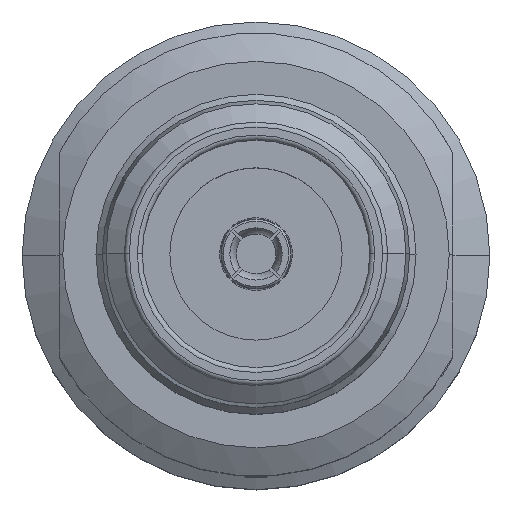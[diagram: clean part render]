
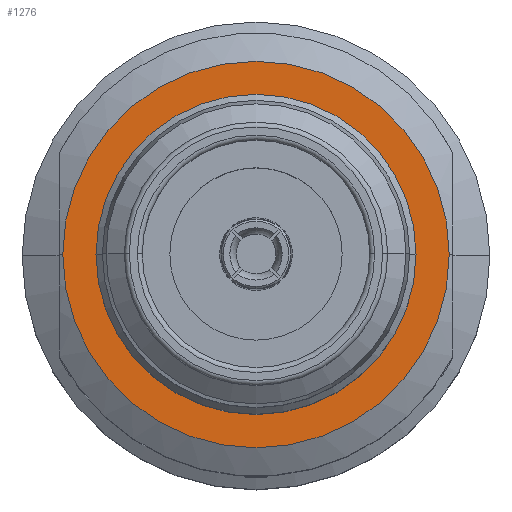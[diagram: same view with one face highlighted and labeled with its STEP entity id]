
A CAD part, top view. The second image highlights one B-rep face of the part: STEP entity #1276.
In plain terms, the highlighted planar face has unit normal (0, 0, 1).
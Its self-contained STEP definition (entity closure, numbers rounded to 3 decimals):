
#212 = CARTESIAN_POINT ( 'NONE',  ( 3.25, 0., -6.97 ) ) ;
#436 = DIRECTION ( 'NONE',  ( 0., 0., 1. ) ) ;
#585 = AXIS2_PLACEMENT_3D ( 'NONE', #1505, #436, #4686 ) ;
#614 = AXIS2_PLACEMENT_3D ( 'NONE', #5080, #5060, #3413 ) ;
#799 = PLANE ( 'NONE',  #811 ) ;
#811 = AXIS2_PLACEMENT_3D ( 'NONE', #6682, #5612, #4018 ) ;
#1137 = DIRECTION ( 'NONE',  ( 0., 0., 1. ) ) ;
#1154 = CARTESIAN_POINT ( 'NONE',  ( 3.925, 0., -6.97 ) ) ;
#1173 = AXIS2_PLACEMENT_3D ( 'NONE', #1200, #6469, #3884 ) ;
#1200 = CARTESIAN_POINT ( 'NONE',  ( 0., 0., -6.97 ) ) ;
#1276 = ADVANCED_FACE ( 'NONE', ( #6266, #4694 ), #799, .T. ) ;
#1505 = CARTESIAN_POINT ( 'NONE',  ( 0., 0., -6.97 ) ) ;
#1551 = EDGE_CURVE ( 'NONE', #4443, #4623, #3135, .T. ) ;
#1633 = CARTESIAN_POINT ( 'NONE',  ( -3.925, 0., -6.97 ) ) ;
#1704 = DIRECTION ( 'NONE',  ( 1., 0., 0. ) ) ;
#2114 = ORIENTED_EDGE ( 'NONE', *, *, #1551, .T. ) ;
#2296 = CIRCLE ( 'NONE', #2988, 3.925 ) ;
#2355 = VERTEX_POINT ( 'NONE', #3725 ) ;
#2425 = EDGE_LOOP ( 'NONE', ( #2613, #4104 ) ) ;
#2539 = EDGE_CURVE ( 'NONE', #4623, #4443, #2296, .T. ) ;
#2596 = CIRCLE ( 'NONE', #614, 3.25 ) ;
#2613 = ORIENTED_EDGE ( 'NONE', *, *, #6786, .F. ) ;
#2800 = EDGE_LOOP ( 'NONE', ( #6012, #2114 ) ) ;
#2988 = AXIS2_PLACEMENT_3D ( 'NONE', #6059, #1137, #1704 ) ;
#3135 = CIRCLE ( 'NONE', #585, 3.925 ) ;
#3228 = CIRCLE ( 'NONE', #1173, 3.25 ) ;
#3413 = DIRECTION ( 'NONE',  ( 1., 0., 0. ) ) ;
#3725 = CARTESIAN_POINT ( 'NONE',  ( -3.25, 0., -6.97 ) ) ;
#3884 = DIRECTION ( 'NONE',  ( 1., 0., 0. ) ) ;
#4018 = DIRECTION ( 'NONE',  ( 1., 0., 0. ) ) ;
#4104 = ORIENTED_EDGE ( 'NONE', *, *, #4436, .F. ) ;
#4436 = EDGE_CURVE ( 'NONE', #2355, #6193, #3228, .T. ) ;
#4443 = VERTEX_POINT ( 'NONE', #1154 ) ;
#4623 = VERTEX_POINT ( 'NONE', #1633 ) ;
#4686 = DIRECTION ( 'NONE',  ( 1., 0., 0. ) ) ;
#4694 = FACE_BOUND ( 'NONE', #2425, .T. ) ;
#5060 = DIRECTION ( 'NONE',  ( 0., 0., 1. ) ) ;
#5080 = CARTESIAN_POINT ( 'NONE',  ( 0., 0., -6.97 ) ) ;
#5612 = DIRECTION ( 'NONE',  ( 0., 0., 1. ) ) ;
#6012 = ORIENTED_EDGE ( 'NONE', *, *, #2539, .T. ) ;
#6059 = CARTESIAN_POINT ( 'NONE',  ( 0., 0., -6.97 ) ) ;
#6193 = VERTEX_POINT ( 'NONE', #212 ) ;
#6266 = FACE_OUTER_BOUND ( 'NONE', #2800, .T. ) ;
#6469 = DIRECTION ( 'NONE',  ( 0., 0., 1. ) ) ;
#6682 = CARTESIAN_POINT ( 'NONE',  ( 0., 3.25, -6.97 ) ) ;
#6786 = EDGE_CURVE ( 'NONE', #6193, #2355, #2596, .T. ) ;
